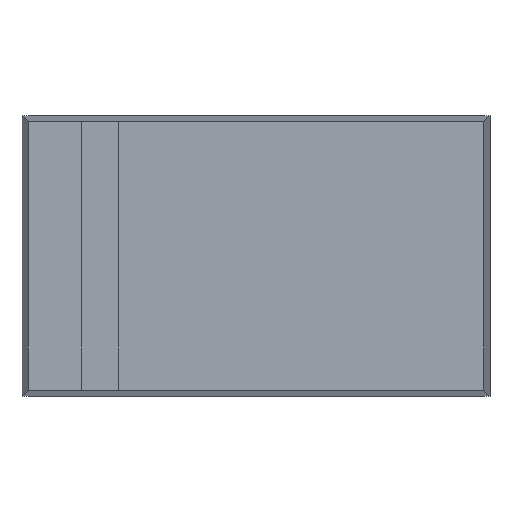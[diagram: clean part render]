
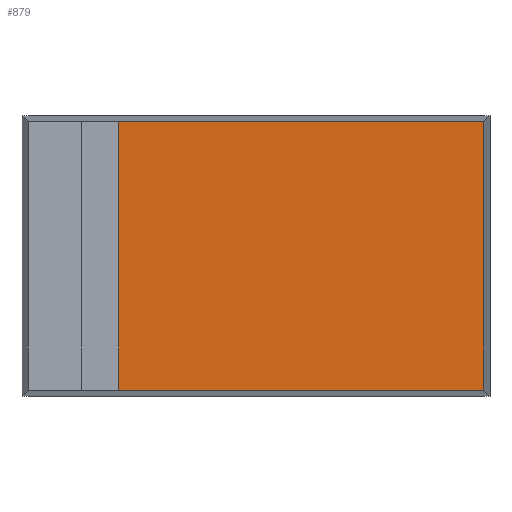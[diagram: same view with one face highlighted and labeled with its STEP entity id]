
A CAD part, top view. The second image highlights one B-rep face of the part: STEP entity #879.
In plain terms, the highlighted planar face has unit normal (0, 0, 1).
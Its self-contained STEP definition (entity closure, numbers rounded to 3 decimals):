
#31=FACE_OUTER_BOUND($,#87,.T.);
#87=EDGE_LOOP($,(#609,#610,#611,#612));
#143=LINE($,#1252,#263);
#148=LINE($,#1262,#268);
#150=LINE($,#1266,#270);
#158=LINE($,#1281,#278);
#263=VECTOR($,#1012,5.85);
#268=VECTOR($,#1021,4.3);
#270=VECTOR($,#1025,5.85);
#278=VECTOR($,#1039,4.3);
#383=VERTEX_POINT($,#1249);
#384=VERTEX_POINT($,#1251);
#387=VERTEX_POINT($,#1261);
#388=VERTEX_POINT($,#1265);
#463=EDGE_CURVE($,#383,#384,#143,.T.);
#468=EDGE_CURVE($,#387,#384,#148,.T.);
#470=EDGE_CURVE($,#387,#388,#150,.T.);
#478=EDGE_CURVE($,#388,#383,#158,.T.);
#609=ORIENTED_EDGE($,*,*,#463,.F.);
#610=ORIENTED_EDGE($,*,*,#478,.F.);
#611=ORIENTED_EDGE($,*,*,#470,.F.);
#612=ORIENTED_EDGE($,*,*,#468,.T.);
#823=PLANE($,#952);
#879=ADVANCED_FACE($,(#31),#823,.T.);
#952=AXIS2_PLACEMENT_3D($,#1280,#1037,#1038);
#1012=DIRECTION($,(-1.,0.,0.));
#1021=DIRECTION($,(0.,-1.,0.));
#1025=DIRECTION($,(1.,0.,0.));
#1037=DIRECTION('center_axis',(0.,0.,
1.));
#1038=DIRECTION('ref_axis',(1.,0.,0.));
#1039=DIRECTION($,(0.,-1.,0.));
#1249=CARTESIAN_POINT('',(3.65,-2.15,2.));
#1251=CARTESIAN_POINT('',(-2.2,-2.15,2.));
#1252=CARTESIAN_POINT($,(1.9,-2.15,2.));
#1261=CARTESIAN_POINT('',(-2.2,2.15,2.));
#1262=CARTESIAN_POINT($,(-2.2,-1.1,2.));
#1265=CARTESIAN_POINT('',(3.65,2.15,2.));
#1266=CARTESIAN_POINT($,(-1.9,2.15,2.));
#1280=CARTESIAN_POINT('Origin',(0.,0.,
2.));
#1281=CARTESIAN_POINT($,(3.65,1.15,2.));
